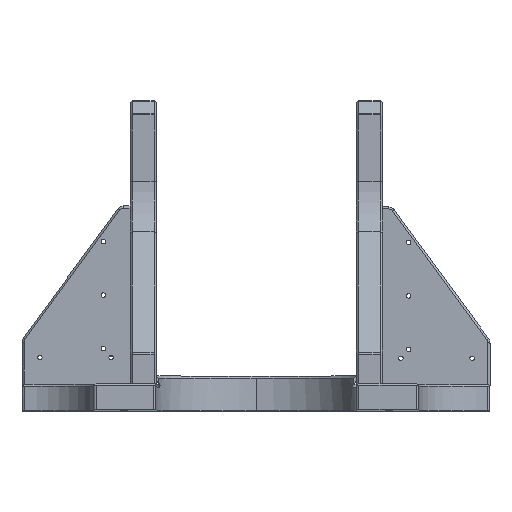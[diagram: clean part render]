
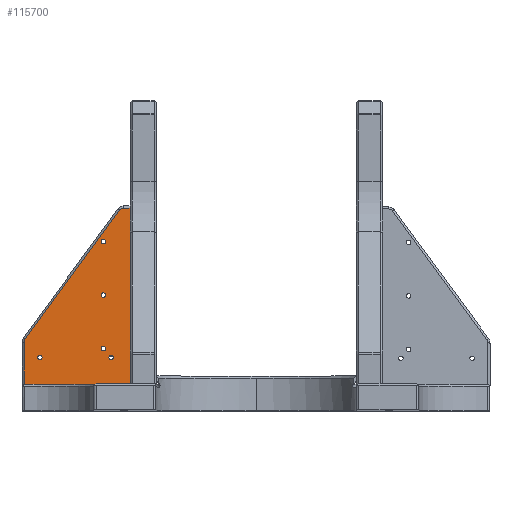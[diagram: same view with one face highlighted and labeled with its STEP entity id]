
A CAD part, top view. The second image highlights one B-rep face of the part: STEP entity #115700.
In plain terms, the highlighted planar face has unit normal (0, 0, 1).
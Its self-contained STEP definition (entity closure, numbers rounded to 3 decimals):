
#114300=CARTESIAN_POINT('',(-78.781,-109.726,34.544))
;
#114310=DIRECTION('',(0.,0.,1.));
#114320=DIRECTION('',(1.,0.,0.));
#114330=AXIS2_PLACEMENT_3D('',#114300,#114310,#114320);
#114340=PLANE('',#114330);
#114350=CARTESIAN_POINT('',(-155.962,-120.981,34.544));
#114360=DIRECTION('',(0.,0.,1.));
#114370=DIRECTION('',(0.95,-0.311,0.));
#114380=AXIS2_PLACEMENT_3D('',#114350,#114360,#114370);
#114390=ELLIPSE('',#114380,9.218,6.35);
#114400=CARTESIAN_POINT('',(-164.073,-116.856,34.544))
;
#114410=VERTEX_POINT('',#114400);
#114420=CARTESIAN_POINT('',(-164.942,-119.511,34.544));
#114430=VERTEX_POINT('',#114420);
#114440=EDGE_CURVE('',#114410,#114430,#114390,.T.);
#114450=ORIENTED_EDGE('',*,*,#114440,.T.);
#114460=CARTESIAN_POINT('',(-78.379,0.,34.544));
#114470=DIRECTION('',(-0.591,-0.806,
0.));
#114480=VECTOR('',#114470,1.);
#114490=LINE('',#114460,#114480);
#114500=CARTESIAN_POINT('',(-97.189,-25.651,34.544))
;
#114510=VERTEX_POINT('',#114500);
#114520=EDGE_CURVE('',#114510,#114410,#114490,.T.);
#114530=ORIENTED_EDGE('',*,*,#114520,.T.);
#114540=CARTESIAN_POINT('',(-91.293,-32.796,34.544))
;
#114550=DIRECTION('',(0.,0.,1.));
#114560=DIRECTION('',(-0.452,0.892,
0.));
#114570=AXIS2_PLACEMENT_3D('',#114540,#114550,#114560);
#114580=ELLIPSE('',#114570,9.539,6.35);
#114590=CARTESIAN_POINT('',(-93.568,-23.816,34.544));
#114600=VERTEX_POINT('',#114590);
#114610=EDGE_CURVE('',#114600,#114510,#114580,.T.);
#114620=ORIENTED_EDGE('',*,*,#114610,.T.);
#114630=CARTESIAN_POINT('',(0.,-23.816,34.544));
#114640=DIRECTION('',(-1.,0.,0.));
#114650=VECTOR('',#114640,1.);
#114660=LINE('',#114630,#114650);
#114670=CARTESIAN_POINT('',(-89.504,-23.816,34.544));
#114680=VERTEX_POINT('',#114670);
#114690=EDGE_CURVE('',#114680,#114600,#114660,.T.);
#114700=ORIENTED_EDGE('',*,*,#114690,.T.);
#114710=CARTESIAN_POINT('',(-89.504,0.,34.544));
#114720=DIRECTION('',(0.,1.,0.));
#114730=VECTOR('',#114720,1.);
#114740=LINE('',#114710,#114730);
#114750=CARTESIAN_POINT('',(-89.504,-149.292,34.544));
#114760=VERTEX_POINT('',#114750);
#114770=EDGE_CURVE('',#114760,#114680,#114740,.T.);
#114780=ORIENTED_EDGE('',*,*,#114770,.T.);
#114790=CARTESIAN_POINT('',(0.,-149.292,34.544));
#114800=DIRECTION('',(1.,0.,0.));
#114810=VECTOR('',#114800,1.);
#114820=LINE('',#114790,#114810);
#114830=CARTESIAN_POINT('',(-164.942,-149.292,34.544));
#114840=VERTEX_POINT('',#114830);
#114850=EDGE_CURVE('',#114840,#114760,#114820,.T.);
#114860=ORIENTED_EDGE('',*,*,#114850,.T.);
#114870=CARTESIAN_POINT('',(-164.942,0.,34.544));
#114880=DIRECTION('',(0.,1.,0.));
#114890=VECTOR('',#114880,1.);
#114900=LINE('',#114870,#114890);
#114910=EDGE_CURVE('',#114840,#114430,#114900,.T.);
#114920=ORIENTED_EDGE('',*,*,#114910,.F.);
#114930=EDGE_LOOP('',(#114920,#114860,#114780,#114700,#114620,#114530,
#114450));
#114940=FACE_OUTER_BOUND('',#114930,.T.);
#114950=CARTESIAN_POINT('',(-108.554,-123.892,34.544));
#114960=DIRECTION('',(0.,0.,1.));
#114970=DIRECTION('',(1.,0.,0.));
#114980=AXIS2_PLACEMENT_3D('',#114950,#114960,#114970);
#114990=CIRCLE('',#114980,1.588);
#115000=CARTESIAN_POINT('',(-106.967,-123.892,34.544));
#115010=VERTEX_POINT('',#115000);
#115020=CARTESIAN_POINT('',(-110.142,-123.892,34.544));
#115030=VERTEX_POINT('',#115020);
#115040=EDGE_CURVE('',#115010,#115030,#114990,.T.);
#115050=ORIENTED_EDGE('',*,*,#115040,.F.);
#115060=EDGE_CURVE('',#115030,#115010,#114990,.T.);
#115070=ORIENTED_EDGE('',*,*,#115060,.F.);
#115080=EDGE_LOOP('',(#115070,#115050));
#115090=FACE_BOUND('',#115080,.T.);
#115100=CARTESIAN_POINT('',(-102.966,-130.242,34.544));
#115110=DIRECTION('',(0.,0.,1.));
#115120=DIRECTION('',(1.,0.,0.));
#115130=AXIS2_PLACEMENT_3D('',#115100,#115110,#115120);
#115140=CIRCLE('',#115130,1.588);
#115150=CARTESIAN_POINT('',(-101.379,-130.242,34.544));
#115160=VERTEX_POINT('',#115150);
#115170=CARTESIAN_POINT('',(-104.554,-130.242,34.544));
#115180=VERTEX_POINT('',#115170);
#115190=EDGE_CURVE('',#115160,#115180,#115140,.T.);
#115200=ORIENTED_EDGE('',*,*,#115190,.F.);
#115210=EDGE_CURVE('',#115180,#115160,#115140,.T.);
#115220=ORIENTED_EDGE('',*,*,#115210,.F.);
#115230=EDGE_LOOP('',(#115220,#115200));
#115240=FACE_BOUND('',#115230,.T.);
#115250=CARTESIAN_POINT('',(-153.766,-130.242,34.544));
#115260=DIRECTION('',(0.,0.,1.));
#115270=DIRECTION('',(1.,0.,0.));
#115280=AXIS2_PLACEMENT_3D('',#115250,#115260,#115270);
#115290=CIRCLE('',#115280,1.588);
#115300=CARTESIAN_POINT('',(-152.179,-130.242,34.544));
#115310=VERTEX_POINT('',#115300);
#115320=CARTESIAN_POINT('',(-155.354,-130.242,34.544));
#115330=VERTEX_POINT('',#115320);
#115340=EDGE_CURVE('',#115310,#115330,#115290,.T.);
#115350=ORIENTED_EDGE('',*,*,#115340,.F.);
#115360=EDGE_CURVE('',#115330,#115310,#115290,.T.);
#115370=ORIENTED_EDGE('',*,*,#115360,.F.);
#115380=EDGE_LOOP('',(#115370,#115350));
#115390=FACE_BOUND('',#115380,.T.);
#115400=CARTESIAN_POINT('',(-108.554,-85.792,34.544));
#115410=DIRECTION('',(0.,0.,1.));
#115420=DIRECTION('',(1.,0.,0.));
#115430=AXIS2_PLACEMENT_3D('',#115400,#115410,#115420);
#115440=CIRCLE('',#115430,1.588);
#115450=CARTESIAN_POINT('',(-106.967,-85.792,34.544));
#115460=VERTEX_POINT('',#115450);
#115470=CARTESIAN_POINT('',(-110.142,-85.792,34.544));
#115480=VERTEX_POINT('',#115470);
#115490=EDGE_CURVE('',#115460,#115480,#115440,.T.);
#115500=ORIENTED_EDGE('',*,*,#115490,.F.);
#115510=EDGE_CURVE('',#115480,#115460,#115440,.T.);
#115520=ORIENTED_EDGE('',*,*,#115510,.F.);
#115530=EDGE_LOOP('',(#115520,#115500));
#115540=FACE_BOUND('',#115530,.T.);
#115550=CARTESIAN_POINT('',(-108.554,-47.692,34.544));
#115560=DIRECTION('',(0.,0.,1.));
#115570=DIRECTION('',(1.,0.,0.));
#115580=AXIS2_PLACEMENT_3D('',#115550,#115560,#115570);
#115590=CIRCLE('',#115580,1.588);
#115600=CARTESIAN_POINT('',(-106.967,-47.692,34.544));
#115610=VERTEX_POINT('',#115600);
#115620=CARTESIAN_POINT('',(-110.142,-47.692,34.544));
#115630=VERTEX_POINT('',#115620);
#115640=EDGE_CURVE('',#115610,#115630,#115590,.T.);
#115650=ORIENTED_EDGE('',*,*,#115640,.F.);
#115660=EDGE_CURVE('',#115630,#115610,#115590,.T.);
#115670=ORIENTED_EDGE('',*,*,#115660,.F.);
#115680=EDGE_LOOP('',(#115670,#115650));
#115690=FACE_BOUND('',#115680,.T.);
#115700=ADVANCED_FACE('',(#114940,#115090,#115240,#115390,#115540,
#115690),#114340,.T.);
